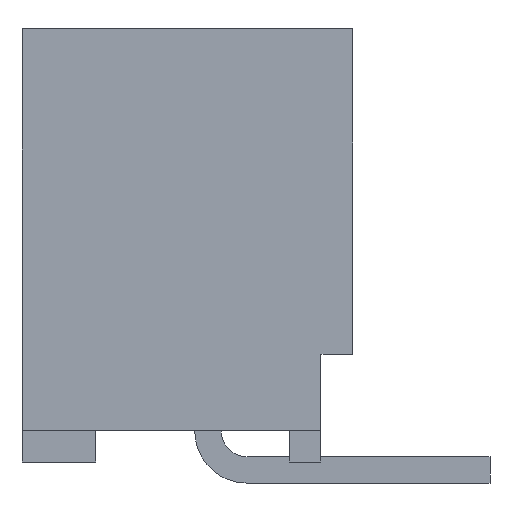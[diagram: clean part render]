
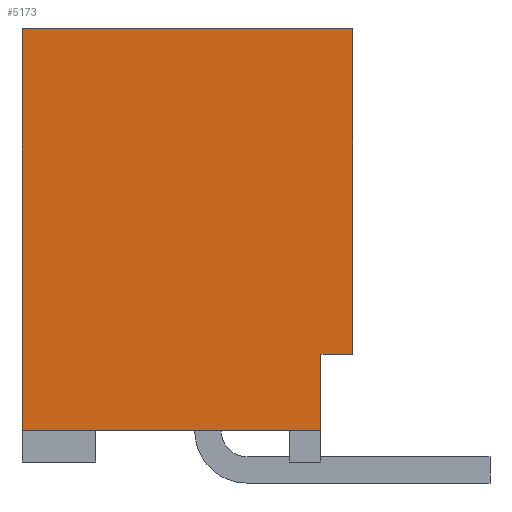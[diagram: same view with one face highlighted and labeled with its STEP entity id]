
A CAD part, left-side view. The second image highlights one B-rep face of the part: STEP entity #5173.
In plain terms, the highlighted planar face has unit normal (-1, 0, 0).
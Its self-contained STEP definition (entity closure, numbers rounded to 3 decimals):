
#350=DIRECTION('',(0.,1.,0.));
#351=VECTOR('',#350,7.188);
#352=CARTESIAN_POINT('',(-11.227,-3.213,-9.652));
#353=LINE('',#352,#351);
#1388=DIRECTION('',(0.,0.,1.));
#1389=VECTOR('',#1388,1.829);
#1390=CARTESIAN_POINT('',(-11.227,-3.213,-9.652));
#1391=LINE('',#1390,#1389);
#1392=DIRECTION('',(0.,0.,1.));
#1393=VECTOR('',#1392,9.652);
#1394=CARTESIAN_POINT('',(-11.227,3.975,-9.652));
#1395=LINE('',#1394,#1393);
#1396=DIRECTION('',(0.,1.,0.));
#1397=VECTOR('',#1396,0.762);
#1398=CARTESIAN_POINT('',(-11.227,-3.975,-7.823));
#1399=LINE('',#1398,#1397);
#1408=DIRECTION('',(0.,1.,0.));
#1409=VECTOR('',#1408,7.95);
#1410=CARTESIAN_POINT('',(-11.227,-3.975,0.));
#1411=LINE('',#1410,#1409);
#1516=DIRECTION('',(0.,0.,1.));
#1517=VECTOR('',#1516,7.823);
#1518=CARTESIAN_POINT('',(-11.227,-3.975,-7.823));
#1519=LINE('',#1518,#1517);
#2792=CARTESIAN_POINT('',(-11.227,-3.975,0.));
#2793=CARTESIAN_POINT('',(-11.227,3.975,0.));
#2794=VERTEX_POINT('',#2792);
#2795=VERTEX_POINT('',#2793);
#2800=CARTESIAN_POINT('',(-11.227,3.975,-9.652));
#2801=VERTEX_POINT('',#2800);
#2836=CARTESIAN_POINT('',(-11.227,-3.213,-9.652));
#2837=CARTESIAN_POINT('',(-11.227,-3.213,-7.823));
#2838=VERTEX_POINT('',#2836);
#2839=VERTEX_POINT('',#2837);
#2840=CARTESIAN_POINT('',(-11.227,-3.975,-7.823));
#2841=VERTEX_POINT('',#2840);
#5158=CARTESIAN_POINT('',(-11.227,3.975,0.));
#5159=DIRECTION('',(-1.,0.,0.));
#5160=DIRECTION('',(0.,-1.,0.));
#5161=AXIS2_PLACEMENT_3D('',#5158,#5159,#5160);
#5162=PLANE('',#5161);
#5163=ORIENTED_EDGE('',*,*,#3922,.F.);
#5164=ORIENTED_EDGE('',*,*,#3793,.T.);
#5165=ORIENTED_EDGE('',*,*,#4143,.T.);
#5167=ORIENTED_EDGE('',*,*,#5166,.F.);
#5169=ORIENTED_EDGE('',*,*,#5168,.F.);
#5170=ORIENTED_EDGE('',*,*,#5149,.T.);
#5171=EDGE_LOOP('',(#5163,#5164,#5165,#5167,#5169,#5170));
#5172=FACE_OUTER_BOUND('',#5171,.F.);
#3793=EDGE_CURVE('',#2838,#2801,#353,.T.);
#3922=EDGE_CURVE('',#2838,#2839,#1391,.T.);
#4143=EDGE_CURVE('',#2801,#2795,#1395,.T.);
#5149=EDGE_CURVE('',#2841,#2839,#1399,.T.);
#5166=EDGE_CURVE('',#2794,#2795,#1411,.T.);
#5168=EDGE_CURVE('',#2841,#2794,#1519,.T.);
#5173=ADVANCED_FACE('',(#5172),#5162,.T.);
